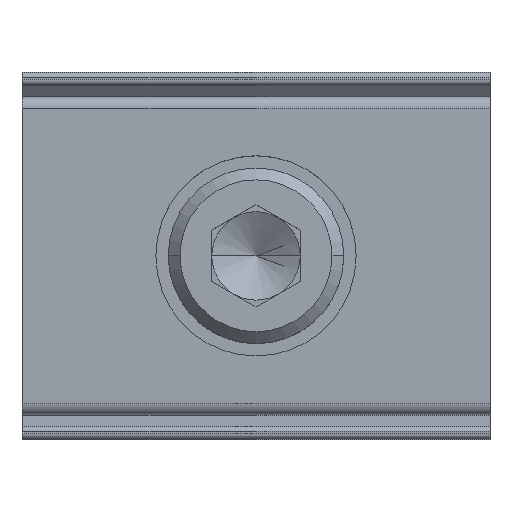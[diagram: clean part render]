
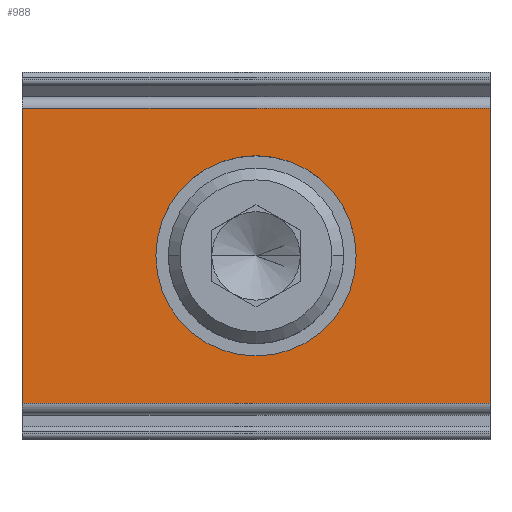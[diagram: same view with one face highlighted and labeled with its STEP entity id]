
A CAD part, top view. The second image highlights one B-rep face of the part: STEP entity #988.
In plain terms, the highlighted planar face has unit normal (0, 0, 1).
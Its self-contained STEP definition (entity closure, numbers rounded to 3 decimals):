
#246 = CARTESIAN_POINT ( 'NONE',  ( 6.795, 0., 15.875 ) ) ;
#287 = DIRECTION ( 'NONE',  ( 0., -1., 0. ) ) ;
#304 = DIRECTION ( 'NONE',  ( -1., 0., 0. ) ) ;
#363 = LINE ( 'NONE', #1237, #2051 ) ;
#480 = DIRECTION ( 'NONE',  ( -1., 0., 0. ) ) ;
#481 = AXIS2_PLACEMENT_3D ( 'NONE', #707, #1132, #2248 ) ;
#496 = EDGE_CURVE ( 'NONE', #2594, #1549, #363, .T. ) ;
#518 = ORIENTED_EDGE ( 'NONE', *, *, #2537, .T. ) ;
#526 = CARTESIAN_POINT ( 'NONE',  ( 0., 0., 15.875 ) ) ;
#555 = DIRECTION ( 'NONE',  ( 0., 0., 1. ) ) ;
#674 = LINE ( 'NONE', #2459, #2559 ) ;
#694 = FACE_BOUND ( 'NONE', #1628, .T. ) ;
#707 = CARTESIAN_POINT ( 'NONE',  ( 15.875, -10.013, 15.875 ) ) ;
#729 = LINE ( 'NONE', #1162, #2740 ) ;
#733 = DIRECTION ( 'NONE',  ( 0., 0., 1. ) ) ;
#813 = CIRCLE ( 'NONE', #2105, 6.795 ) ;
#988 = ADVANCED_FACE ( 'NONE', ( #1946, #694 ), #1600, .F. ) ;
#1002 = CARTESIAN_POINT ( 'NONE',  ( 0., 0., 15.875 ) ) ;
#1080 = AXIS2_PLACEMENT_3D ( 'NONE', #1002, #733, #2301 ) ;
#1102 = ORIENTED_EDGE ( 'NONE', *, *, #1590, .F. ) ;
#1132 = DIRECTION ( 'NONE',  ( 0., 0., -1. ) ) ;
#1141 = EDGE_LOOP ( 'NONE', ( #518, #2060, #1642, #2130 ) ) ;
#1149 = CARTESIAN_POINT ( 'NONE',  ( 15.875, -10.013, 15.875 ) ) ;
#1162 = CARTESIAN_POINT ( 'NONE',  ( -15.875, -10.013, 15.875 ) ) ;
#1200 = DIRECTION ( 'NONE',  ( -1., 0., 0. ) ) ;
#1237 = CARTESIAN_POINT ( 'NONE',  ( 15.875, -10.013, 15.875 ) ) ;
#1316 = CARTESIAN_POINT ( 'NONE',  ( 15.875, 10.013, 15.875 ) ) ;
#1414 = VERTEX_POINT ( 'NONE', #1912 ) ;
#1549 = VERTEX_POINT ( 'NONE', #2196 ) ;
#1590 = EDGE_CURVE ( 'NONE', #2727, #1667, #813, .T. ) ;
#1600 = PLANE ( 'NONE',  #481 ) ;
#1628 = EDGE_LOOP ( 'NONE', ( #1102, #2684 ) ) ;
#1642 = ORIENTED_EDGE ( 'NONE', *, *, #496, .F. ) ;
#1667 = VERTEX_POINT ( 'NONE', #2370 ) ;
#1690 = VECTOR ( 'NONE', #304, 1000. ) ;
#1912 = CARTESIAN_POINT ( 'NONE',  ( -15.875, 10.013, 15.875 ) ) ;
#1946 = FACE_OUTER_BOUND ( 'NONE', #1141, .T. ) ;
#1996 = EDGE_CURVE ( 'NONE', #1667, #2727, #2147, .T. ) ;
#2051 = VECTOR ( 'NONE', #2126, 1000. ) ;
#2060 = ORIENTED_EDGE ( 'NONE', *, *, #2486, .F. ) ;
#2105 = AXIS2_PLACEMENT_3D ( 'NONE', #526, #555, #1200 ) ;
#2122 = VERTEX_POINT ( 'NONE', #2563 ) ;
#2126 = DIRECTION ( 'NONE',  ( 0., -1., 0. ) ) ;
#2130 = ORIENTED_EDGE ( 'NONE', *, *, #2795, .T. ) ;
#2147 = CIRCLE ( 'NONE', #1080, 6.795 ) ;
#2196 = CARTESIAN_POINT ( 'NONE',  ( 15.875, -10.013, 15.875 ) ) ;
#2248 = DIRECTION ( 'NONE',  ( -1., 0., 0. ) ) ;
#2301 = DIRECTION ( 'NONE',  ( -1., 0., 0. ) ) ;
#2310 = LINE ( 'NONE', #1149, #1690 ) ;
#2370 = CARTESIAN_POINT ( 'NONE',  ( -6.795, 0., 15.875 ) ) ;
#2459 = CARTESIAN_POINT ( 'NONE',  ( 15.875, 10.013, 15.875 ) ) ;
#2486 = EDGE_CURVE ( 'NONE', #1549, #2122, #2310, .T. ) ;
#2537 = EDGE_CURVE ( 'NONE', #1414, #2122, #729, .T. ) ;
#2559 = VECTOR ( 'NONE', #480, 1000. ) ;
#2563 = CARTESIAN_POINT ( 'NONE',  ( -15.875, -10.013, 15.875 ) ) ;
#2594 = VERTEX_POINT ( 'NONE', #1316 ) ;
#2684 = ORIENTED_EDGE ( 'NONE', *, *, #1996, .F. ) ;
#2727 = VERTEX_POINT ( 'NONE', #246 ) ;
#2740 = VECTOR ( 'NONE', #287, 1000. ) ;
#2795 = EDGE_CURVE ( 'NONE', #2594, #1414, #674, .T. ) ;
